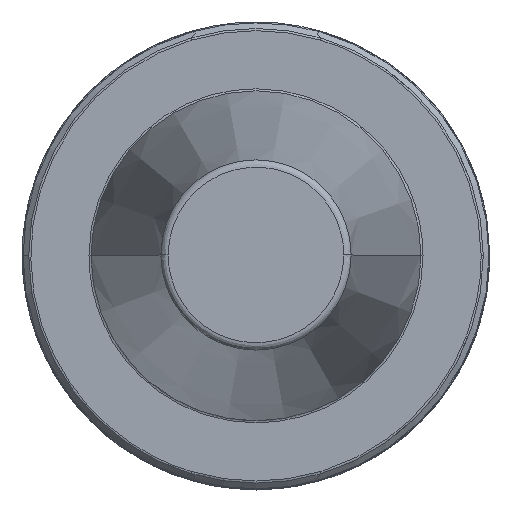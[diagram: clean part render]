
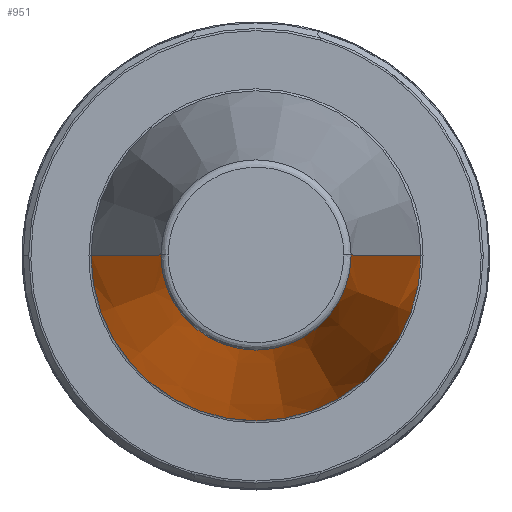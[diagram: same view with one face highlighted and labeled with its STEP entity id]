
A CAD part, top view. The second image highlights one B-rep face of the part: STEP entity #951.
In plain terms, the highlighted conical face has half-angle 8.297 degrees and reference radius 12.812 mm.
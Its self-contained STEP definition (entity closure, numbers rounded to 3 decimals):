
#8 = CARTESIAN_POINT ( 'NONE',  ( 0., 0., 0. ) ) ;
#18 = DIRECTION ( 'NONE',  ( 0., 0., 1. ) ) ;
#26 = CARTESIAN_POINT ( 'NONE',  ( 12.812, 0., 64.544 ) ) ;
#27 = CARTESIAN_POINT ( 'NONE',  ( -12.812, 0., 64.544 ) ) ;
#61 = CARTESIAN_POINT ( 'NONE',  ( 12.812, 0., 64.544 ) ) ;
#113 = DIRECTION ( 'NONE',  ( 0.144, 0., -0.99 ) ) ;
#127 = CIRCLE ( 'NONE', #1175, 22.225 ) ;
#354 = VECTOR ( 'NONE', #1078, 1000. ) ;
#360 = EDGE_CURVE ( 'NONE', #2944, #1185, #1429, .T. ) ;
#381 = DIRECTION ( 'NONE',  ( -1., 0., 0. ) ) ;
#492 = ORIENTED_EDGE ( 'NONE', *, *, #360, .F. ) ;
#532 = LINE ( 'NONE', #27, #354 ) ;
#654 = EDGE_LOOP ( 'NONE', ( #492, #2560, #1155, #3063 ) ) ;
#737 = AXIS2_PLACEMENT_3D ( 'NONE', #3367, #1035, #1030 ) ;
#830 = CONICAL_SURFACE ( 'NONE', #1557, 12.812, 0.145 ) ;
#916 = FACE_OUTER_BOUND ( 'NONE', #654, .T. ) ;
#951 = ADVANCED_FACE ( 'NONE', ( #916 ), #830, .T. ) ;
#978 = DIRECTION ( 'NONE',  ( 0., 0., -1. ) ) ;
#1030 = DIRECTION ( 'NONE',  ( -1., 0., 0. ) ) ;
#1035 = DIRECTION ( 'NONE',  ( 0., 0., 1. ) ) ;
#1075 = CARTESIAN_POINT ( 'NONE',  ( 0., 0., 64.544 ) ) ;
#1078 = DIRECTION ( 'NONE',  ( -0.144, 0., -0.99 ) ) ;
#1155 = ORIENTED_EDGE ( 'NONE', *, *, #2447, .T. ) ;
#1175 = AXIS2_PLACEMENT_3D ( 'NONE', #8, #18, #1198 ) ;
#1185 = VERTEX_POINT ( 'NONE', #2932 ) ;
#1198 = DIRECTION ( 'NONE',  ( 1., 0., 0. ) ) ;
#1356 = VECTOR ( 'NONE', #113, 1000. ) ;
#1429 = LINE ( 'NONE', #61, #1356 ) ;
#1476 = CARTESIAN_POINT ( 'NONE',  ( -12.812, 0., 64.544 ) ) ;
#1557 = AXIS2_PLACEMENT_3D ( 'NONE', #1075, #978, #381 ) ;
#2123 = EDGE_CURVE ( 'NONE', #3092, #2944, #2680, .T. ) ;
#2422 = VERTEX_POINT ( 'NONE', #3087 ) ;
#2447 = EDGE_CURVE ( 'NONE', #3092, #2422, #532, .T. ) ;
#2560 = ORIENTED_EDGE ( 'NONE', *, *, #2123, .F. ) ;
#2680 = CIRCLE ( 'NONE', #737, 12.812 ) ;
#2932 = CARTESIAN_POINT ( 'NONE',  ( 22.225, 0., 0. ) ) ;
#2944 = VERTEX_POINT ( 'NONE', #26 ) ;
#2950 = EDGE_CURVE ( 'NONE', #2422, #1185, #127, .T. ) ;
#3063 = ORIENTED_EDGE ( 'NONE', *, *, #2950, .T. ) ;
#3087 = CARTESIAN_POINT ( 'NONE',  ( -22.225, 0., 0. ) ) ;
#3092 = VERTEX_POINT ( 'NONE', #1476 ) ;
#3367 = CARTESIAN_POINT ( 'NONE',  ( 0., 0., 64.544 ) ) ;
